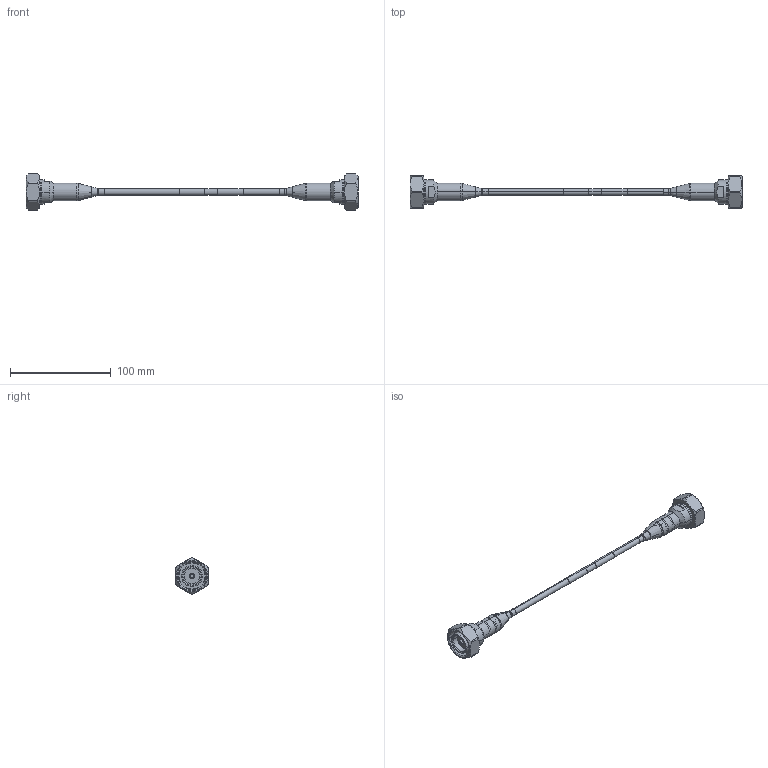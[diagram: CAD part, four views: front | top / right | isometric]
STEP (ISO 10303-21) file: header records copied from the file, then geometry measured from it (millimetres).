
FILE_DESCRIPTION (( 'STEP AP214' ), '1' );
FILE_NAME ('FMCA100102_3D.step', '2024-08-16T20:01:46', ( '' ), ( '' ), 'SwSTEP 2.0', 'SolidWorks 2022', '' );
FILE_SCHEMA (( 'AUTOMOTIVE_DESIGN' ));
Length unit declared in the file: inch
Products named in the file (4): Heat Shrink^FMCA100102; FMCA100102_3D; TCP-240-716MC-LP; TCOM-240-FR^FMCA100102_LABEL+PE PIM
Assembly tree (5 placements, depth 2):
  FMCA100102_3D
    TCOM-240-FR^FMCA100102_LABEL+PE PIM
    TCP-240-716MC-LP  x2
    Heat Shrink^FMCA100102  x2
Bounding box: 330.01 x 31.95 x 36 mm (x, y, z)
Volume: 47820 mm3; surface area: 30849.8 mm2
Topology: 5 solids, 5 shells, 294 faces, 644 edges, 392 vertices
Faces by surface type: cylinder 120, cone 74, plane 66, torus 34
Entity records: 4762 total; most frequent: CARTESIAN_POINT 982, DIRECTION 820, ORIENTED_EDGE 674, AXIS2_PLACEMENT_3D 352, EDGE_CURVE 337, VERTEX_POINT 206, CIRCLE 189, EDGE_LOOP 175
